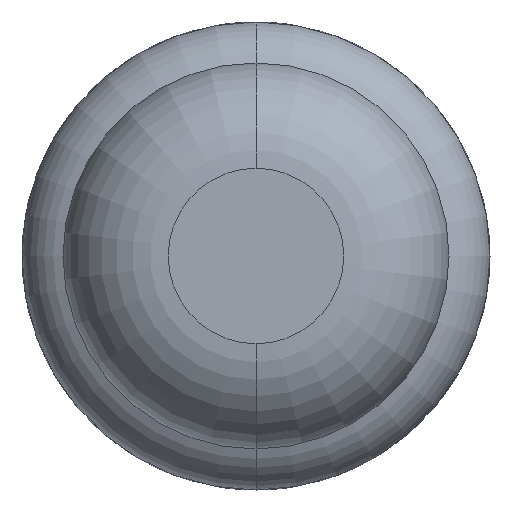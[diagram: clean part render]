
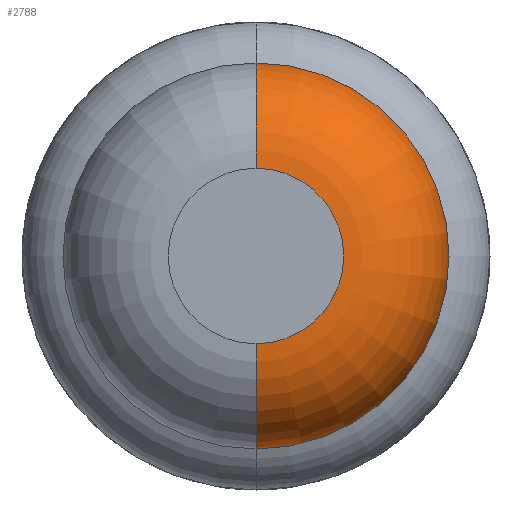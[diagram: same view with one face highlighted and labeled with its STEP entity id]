
A CAD part, front view. The second image highlights one B-rep face of the part: STEP entity #2788.
In plain terms, the highlighted toroidal (fillet/blend) face has major radius 0.375 mm and minor radius 0.45 mm.
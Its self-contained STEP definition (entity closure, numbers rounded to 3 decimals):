
#101 = CIRCLE ( 'NONE', #4236, 0.45 ) ;
#125 = ORIENTED_EDGE ( 'NONE', *, *, #3460, .T. ) ;
#181 = CARTESIAN_POINT ( 'NONE',  ( 0., -24., 0. ) ) ;
#212 = ORIENTED_EDGE ( 'NONE', *, *, #597, .T. ) ;
#264 = AXIS2_PLACEMENT_3D ( 'NONE', #181, #579, #967 ) ;
#270 = CIRCLE ( 'NONE', #4154, 0.825 ) ;
#579 = DIRECTION ( 'NONE',  ( 0., 1., 0. ) ) ;
#597 = EDGE_CURVE ( 'NONE', #3685, #3049, #2647, .T. ) ;
#610 = CARTESIAN_POINT ( 'NONE',  ( 0., -23.55, 0.375 ) ) ;
#684 = DIRECTION ( 'NONE',  ( 0., 0., 1. ) ) ;
#875 = EDGE_CURVE ( 'NONE', #1017, #3364, #101, .T. ) ;
#955 = CARTESIAN_POINT ( 'NONE',  ( 0., -23.55, -0.825 ) ) ;
#967 = DIRECTION ( 'NONE',  ( 0., 0., 1. ) ) ;
#1017 = VERTEX_POINT ( 'NONE', #2509 ) ;
#1198 = EDGE_CURVE ( 'Defeature ausgef�hrt1_3+Defeature ausgef�hrt1_2+Defeature ausgef�hrt1_2+Defeature ausgef�hrt1_2', #3364, #3049, #270, .T. ) ;
#1455 = ORIENTED_EDGE ( 'NONE', *, *, #875, .F. ) ;
#2027 = FACE_OUTER_BOUND ( 'NONE', #3106, .T. ) ;
#2196 = AXIS2_PLACEMENT_3D ( 'NONE', #3349, #4418, #2562 ) ;
#2509 = CARTESIAN_POINT ( 'NONE',  ( 0., -24., 0.375 ) ) ;
#2515 = DIRECTION ( 'NONE',  ( -1., 0., 0. ) ) ;
#2562 = DIRECTION ( 'NONE',  ( 0., 0., -1. ) ) ;
#2592 = DIRECTION ( 'NONE',  ( 0., 0., 1. ) ) ;
#2647 = CIRCLE ( 'NONE', #2196, 0.45 ) ;
#2788 = ADVANCED_FACE ( 'Defeature ausgef�hrt1_2', ( #2027 ), #4743, .T. ) ;
#3049 = VERTEX_POINT ( 'NONE', #955 ) ;
#3106 = EDGE_LOOP ( 'NONE', ( #125, #212, #4546, #1455 ) ) ;
#3349 = CARTESIAN_POINT ( 'NONE',  ( 0., -23.55, -0.375 ) ) ;
#3364 = VERTEX_POINT ( 'NONE', #3499 ) ;
#3458 = DIRECTION ( 'NONE',  ( 0., 1., 0. ) ) ;
#3460 = EDGE_CURVE ( 'Defeature ausgef�hrt1_2+Defeature ausgef�hrt1_1+Defeature ausgef�hrt1_1+Defeature ausgef�hrt1_1', #1017, #3685, #4275, .T. ) ;
#3499 = CARTESIAN_POINT ( 'NONE',  ( 0., -23.55, 0.825 ) ) ;
#3678 = CARTESIAN_POINT ( 'NONE',  ( 0., -24., -0.375 ) ) ;
#3685 = VERTEX_POINT ( 'NONE', #3678 ) ;
#3793 = CARTESIAN_POINT ( 'NONE',  ( 0., -23.55, 0. ) ) ;
#3806 = DIRECTION ( 'NONE',  ( 0., 0., 1. ) ) ;
#4154 = AXIS2_PLACEMENT_3D ( 'NONE', #4422, #4813, #2592 ) ;
#4236 = AXIS2_PLACEMENT_3D ( 'NONE', #610, #2515, #684 ) ;
#4275 = CIRCLE ( 'NONE', #264, 0.375 ) ;
#4418 = DIRECTION ( 'NONE',  ( 1., 0., 0. ) ) ;
#4422 = CARTESIAN_POINT ( 'NONE',  ( 0., -23.55, 0. ) ) ;
#4529 = AXIS2_PLACEMENT_3D ( 'NONE', #3793, #3458, #3806 ) ;
#4546 = ORIENTED_EDGE ( 'NONE', *, *, #1198, .F. ) ;
#4743 = TOROIDAL_SURFACE ( 'NONE', #4529, 0.375, 0.45 ) ;
#4813 = DIRECTION ( 'NONE',  ( 0., 1., 0. ) ) ;
